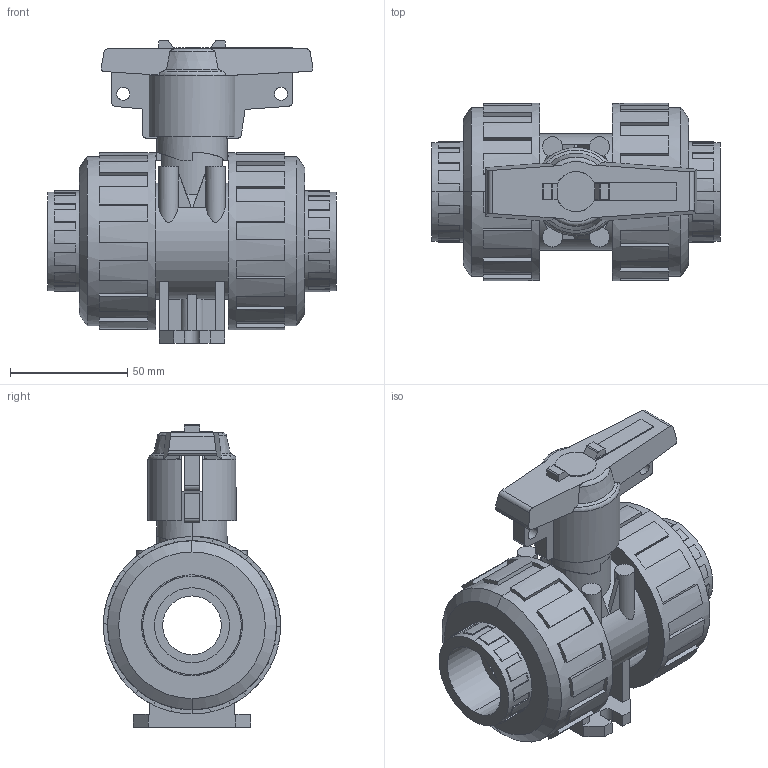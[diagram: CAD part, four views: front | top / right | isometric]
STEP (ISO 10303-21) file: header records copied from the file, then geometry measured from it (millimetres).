
FILE_DESCRIPTION(('STEP AP214'),'1');
FILE_NAME('cctmp_78732793-79F6-4FEE-AE20-7E0C59A084FA_2018_12_5_15_31_11_633..stp','2018-12-05T14:31:12',('Praher Valves GmbH'),('CADClick - www.CADClick.com'),'Spatial InterOp 3D',' ','unknown authorization');
FILE_SCHEMA(('AUTOMOTIVE_DESIGN'));
Length unit declared in the file: millimetre
Products named in the file (1): 124087
Bounding box: 123 x 75.5 x 129 mm (x, y, z)
Volume: 356463.6 mm3; surface area: 90133.7 mm2
Topology: 1 solids, 1 shells, 464 faces, 1332 edges, 882 vertices
Faces by surface type: plane 368, cylinder 74, cone 16, torus 6
Entity records: 19643 total; most frequent: CARTESIAN_POINT 3452, ORIENTED_EDGE 2664, DIRECTION 2634, EDGE_CURVE 1332, AXIS2_PLACEMENT_3D 903, VERTEX_POINT 882, LINE 828, VECTOR 828
